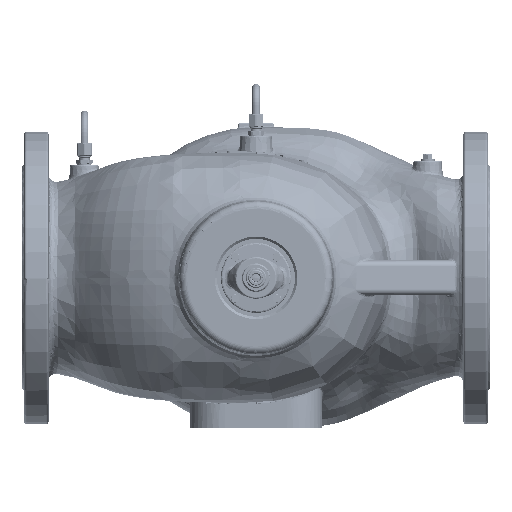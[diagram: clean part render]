
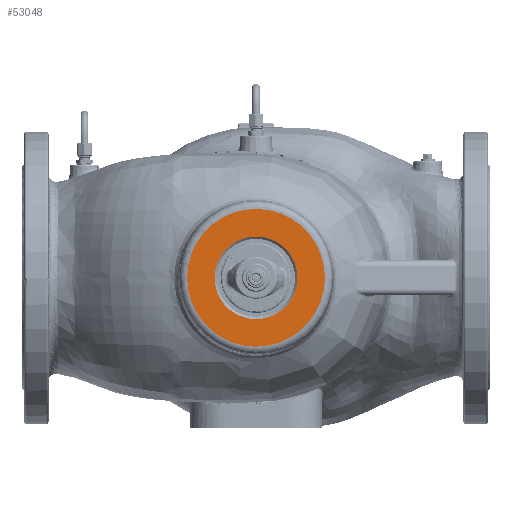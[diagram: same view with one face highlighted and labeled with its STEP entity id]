
A CAD part, front view. The second image highlights one B-rep face of the part: STEP entity #53048.
In plain terms, the highlighted planar face has unit normal (0, -1, 0).
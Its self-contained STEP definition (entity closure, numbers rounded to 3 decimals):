
#9177=CARTESIAN_POINT('',(0.,-245.,0.));
#9178=DIRECTION('',(0.,1.,0.));
#9179=DIRECTION('',(1.,0.,0.));
#9180=AXIS2_PLACEMENT_3D('',#9177,#9178,#9179);
#9182=CARTESIAN_POINT('',(0.,-245.,0.));
#9183=DIRECTION('',(0.,1.,0.));
#9184=DIRECTION('',(1.,0.,-0.017));
#9185=AXIS2_PLACEMENT_3D('',#9182,#9183,#9184);
#9187=CARTESIAN_POINT('',(0.,-245.,0.));
#9188=DIRECTION('',(0.,1.,0.));
#9189=DIRECTION('',(-1.,0.,0.));
#9190=AXIS2_PLACEMENT_3D('',#9187,#9188,#9189);
#9192=CARTESIAN_POINT('',(0.,-245.,0.));
#9193=DIRECTION('',(0.,1.,0.));
#9194=DIRECTION('',(-1.,0.,0.017));
#9195=AXIS2_PLACEMENT_3D('',#9192,#9193,#9194);
#9197=CARTESIAN_POINT('',(0.,-245.,0.));
#9198=DIRECTION('',(0.,-1.,0.));
#9199=DIRECTION('',(1.,0.,0.));
#9200=AXIS2_PLACEMENT_3D('',#9197,#9198,#9199);
#9202=CARTESIAN_POINT('',(0.,-245.,0.));
#9203=DIRECTION('',(0.,-1.,0.));
#9204=DIRECTION('',(-1.,0.,0.));
#9205=AXIS2_PLACEMENT_3D('',#9202,#9203,#9204);
#29453=CARTESIAN_POINT('',(88.331,-245.,-1.462));
#29454=CARTESIAN_POINT('',(-88.343,-245.,0.));
#29455=VERTEX_POINT('',#29453);
#29456=VERTEX_POINT('',#29454);
#29457=CARTESIAN_POINT('',(88.343,-245.,0.));
#29458=VERTEX_POINT('',#29457);
#29463=CARTESIAN_POINT('',(-88.331,-245.,1.462));
#29464=VERTEX_POINT('',#29463);
#29465=CARTESIAN_POINT('',(53.,-245.,0.));
#29466=CARTESIAN_POINT('',(-53.,-245.,0.));
#29467=VERTEX_POINT('',#29465);
#29468=VERTEX_POINT('',#29466);
#53028=CARTESIAN_POINT('',(0.,-245.,0.));
#53029=DIRECTION('',(0.,-1.,0.));
#53030=DIRECTION('',(1.,0.,0.));
#53031=AXIS2_PLACEMENT_3D('',#53028,#53029,#53030);
#53032=PLANE('',#53031);
#53034=ORIENTED_EDGE('',*,*,#53033,.T.);
#53036=ORIENTED_EDGE('',*,*,#53035,.T.);
#53038=ORIENTED_EDGE('',*,*,#53037,.T.);
#53040=ORIENTED_EDGE('',*,*,#53039,.T.);
#53041=EDGE_LOOP('',(#53034,#53036,#53038,#53040));
#53042=FACE_OUTER_BOUND('',#53041,.F.);
#53044=ORIENTED_EDGE('',*,*,#53043,.T.);
#53045=ORIENTED_EDGE('',*,*,#53018,.T.);
#53046=EDGE_LOOP('',(#53044,#53045));
#53047=FACE_BOUND('',#53046,.F.);
#53048=ADVANCED_FACE('',(#53042,#53047),#53032,.T.);
#9181=CIRCLE('',#9180,88.343);
#9186=CIRCLE('',#9185,88.343);
#9191=CIRCLE('',#9190,88.343);
#9196=CIRCLE('',#9195,88.343);
#9201=CIRCLE('',#9200,53.);
#9206=CIRCLE('',#9205,53.);
#53018=EDGE_CURVE('',#29468,#29467,#9206,.T.);
#53033=EDGE_CURVE('',#29458,#29455,#9181,.T.);
#53035=EDGE_CURVE('',#29455,#29456,#9186,.T.);
#53037=EDGE_CURVE('',#29456,#29464,#9191,.T.);
#53039=EDGE_CURVE('',#29464,#29458,#9196,.T.);
#53043=EDGE_CURVE('',#29467,#29468,#9201,.T.);
